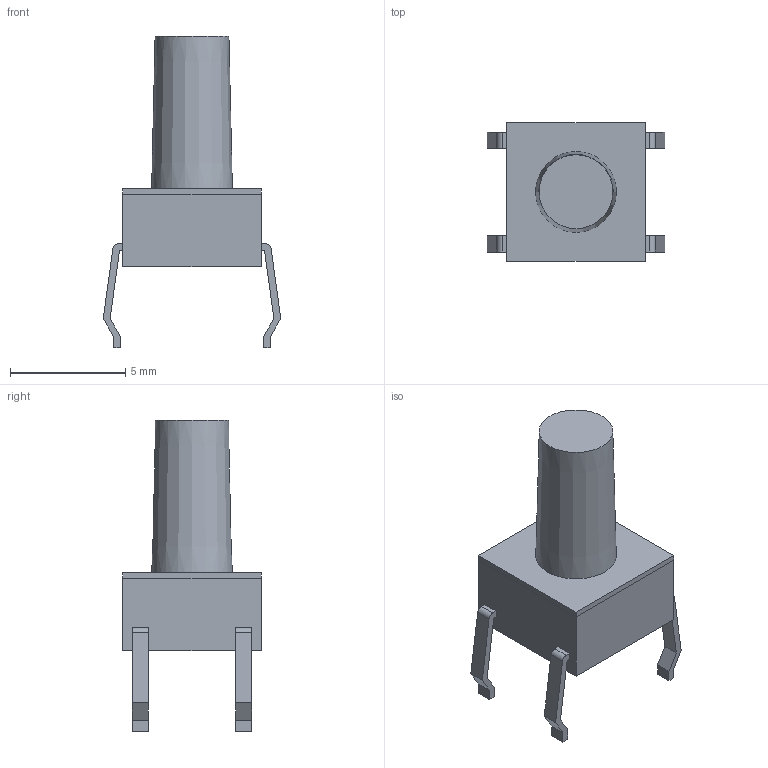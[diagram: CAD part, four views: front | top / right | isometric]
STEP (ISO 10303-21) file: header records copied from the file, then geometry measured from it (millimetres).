
FILE_DESCRIPTION(/* description */ ('STEP AP242','CAx-IF Rec.Pracs.---Representation and Presentation of Product Manufacturing Information (PMI)---4.0---2014-10-13','CAx-IF Rec.Pracs.---3D Tessellated Geometry---0.4---2014-09-14','2;1'),/* implementation_level */ '2;1');
FILE_NAME(/* name */ '67036e93bc2b2c03916694dd',/* time_stamp */ '2024-10-07T05:16:03Z',/* author */ (''),/* organization */ (''),/* preprocessor_version */ 'ST-DEVELOPER v20',/* originating_system */ ' ',/* authorisation */ ' ');
FILE_SCHEMA (('AP242_MANAGED_MODEL_BASED_3D_ENGINEERING_MIM_LF { 1 0 10303 442 1 1 4 }'));
Length unit declared in the file: metre
Products named in the file (3): Act_10; Body; Top
Bounding box: 7.7 x 6 x 13.5 mm (x, y, z)
Volume: 184.5 mm3; surface area: 350.3 mm2
Topology: 3 solids, 3 shells, 63 faces, 159 edges, 106 vertices
Faces by surface type: plane 58, cylinder 4, cone 1
Entity records: 2268 total; most frequent: CARTESIAN_POINT 330, ORIENTED_EDGE 316, DIRECTION 300, EDGE_CURVE 158, LINE 148, VECTOR 148, VERTEX_POINT 106, AXIS2_PLACEMENT_3D 76
